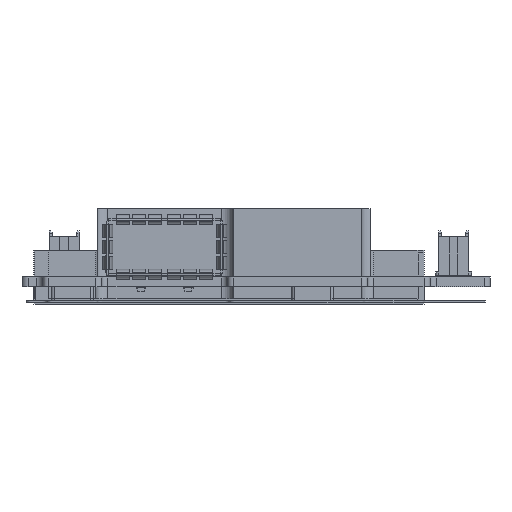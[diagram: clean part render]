
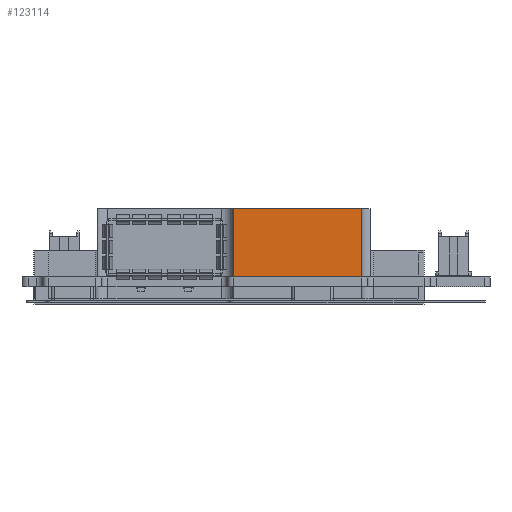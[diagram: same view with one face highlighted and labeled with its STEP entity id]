
A CAD part, front view. The second image highlights one B-rep face of the part: STEP entity #123114.
In plain terms, the highlighted planar face has unit normal (0, 1, 0).
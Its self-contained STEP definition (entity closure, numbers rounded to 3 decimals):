
#10580=FACE_OUTER_BOUND('',#16981,.T.);
#16981=EDGE_LOOP('',(#111407,#111408,#111409,#111410));
#32557=LINE('',#201144,#48313);
#32559=LINE('',#201148,#48315);
#32560=LINE('',#201150,#48316);
#32561=LINE('',#201151,#48317);
#48313=VECTOR('',#160871,11.4);
#48315=VECTOR('',#160875,21.435);
#48316=VECTOR('',#160876,11.4);
#48317=VECTOR('',#160877,21.435);
#59474=VERTEX_POINT('',#201141);
#59475=VERTEX_POINT('',#201143);
#59476=VERTEX_POINT('',#201147);
#59477=VERTEX_POINT('',#201149);
#76864=EDGE_CURVE('',#59474,#59475,#32557,.T.);
#76866=EDGE_CURVE('',#59476,#59474,#32559,.T.);
#76867=EDGE_CURVE('',#59476,#59477,#32560,.T.);
#76868=EDGE_CURVE('',#59477,#59475,#32561,.T.);
#111407=ORIENTED_EDGE('',*,*,#76866,.F.);
#111408=ORIENTED_EDGE('',*,*,#76867,.T.);
#111409=ORIENTED_EDGE('',*,*,#76868,.T.);
#111410=ORIENTED_EDGE('',*,*,#76864,.F.);
#117000=PLANE('',#130571);
#123114=ADVANCED_FACE('',(#10580),#117000,.F.);
#130571=AXIS2_PLACEMENT_3D('',#201146,#160873,#160874);
#160871=DIRECTION('',(0.,0.,1.));
#160873=DIRECTION('center_axis',(0.,-1.,0.));
#160874=DIRECTION('ref_axis',(1.,0.,0.));
#160875=DIRECTION('',(1.,0.,0.));
#160876=DIRECTION('',(0.,0.,1.));
#160877=DIRECTION('',(1.,0.,0.));
#201141=CARTESIAN_POINT('',(56.645,1.65,0.8));
#201143=CARTESIAN_POINT('',(56.645,1.65,12.2));
#201144=CARTESIAN_POINT('',(56.645,1.65,0.8));
#201146=CARTESIAN_POINT('Origin',(35.21,1.65,0.8));
#201147=CARTESIAN_POINT('',(35.21,1.65,0.8));
#201148=CARTESIAN_POINT('',(35.21,1.65,0.8));
#201149=CARTESIAN_POINT('',(35.21,1.65,12.2));
#201150=CARTESIAN_POINT('',(35.21,1.65,0.8));
#201151=CARTESIAN_POINT('',(35.21,1.65,12.2));
